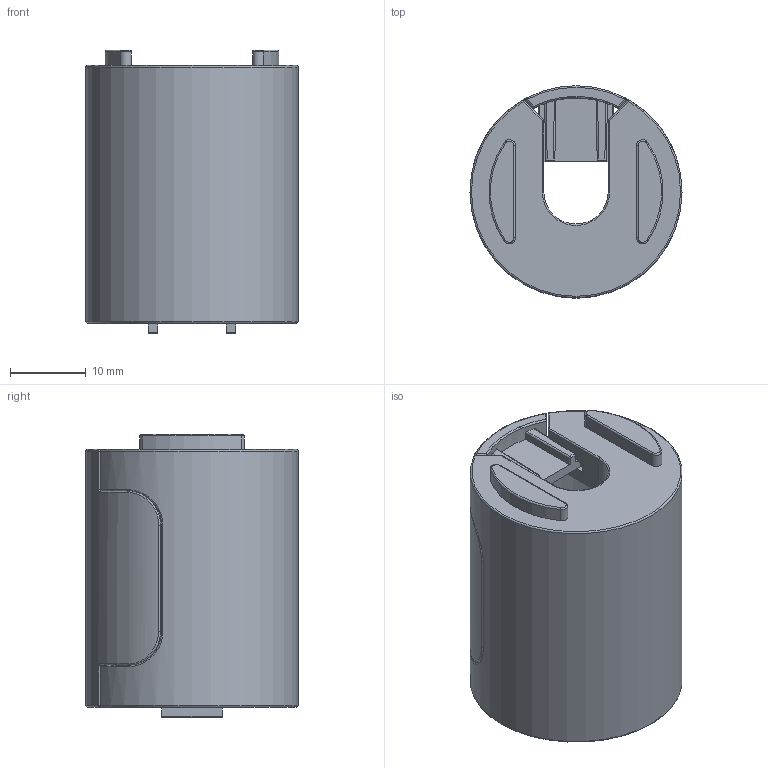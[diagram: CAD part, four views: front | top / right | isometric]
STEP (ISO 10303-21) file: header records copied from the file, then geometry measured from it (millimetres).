
FILE_DESCRIPTION(/* description */ ('T-konektor drážka 10'),/* implementation_level */ '2;1');
FILE_NAME(/* name */ '700438.stp',/* time_stamp */ '2020-12-10T17:43:15+01:00',/* author */ ('PC'),/* organization */ ('Alutec K&K'),/* preprocessor_version */ 'ST-DEVELOPER v18.1',/* originating_system */ 'Autodesk Inventor 2021',/* authorisation */ '');
FILE_SCHEMA (('AUTOMOTIVE_DESIGN { 1 0 10303 214 3 1 1 }'));
Length unit declared in the file: millimetre
Products named in the file (3): 700438; 700438_001; 700438_002
Assembly tree (2 placements, depth 2):
  700438
    700438_001
    700438_002
Bounding box: 28 x 28 x 37.4 mm (x, y, z)
Volume: 10486.4 mm3; surface area: 7721.8 mm2
Topology: 2 solids, 2 shells, 231 faces, 555 edges, 334 vertices
Faces by surface type: plane 94, cylinder 88, torus 21, sphere 18, bspline 10
Entity records: 7278 total; most frequent: CARTESIAN_POINT 1797, DIRECTION 1152, ORIENTED_EDGE 1110, EDGE_CURVE 555, AXIS2_PLACEMENT_3D 419, VERTEX_POINT 334, LINE 314, VECTOR 314
